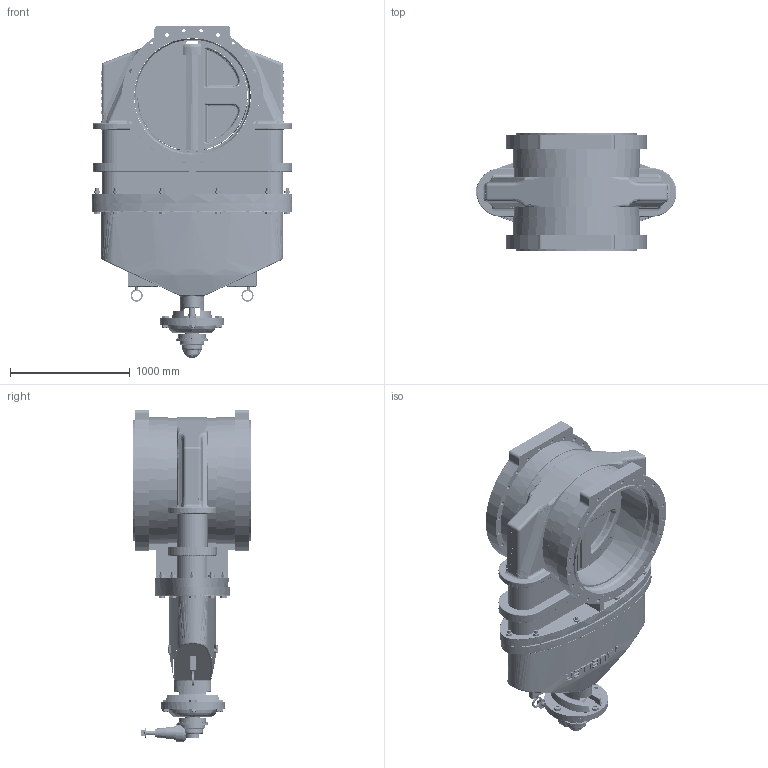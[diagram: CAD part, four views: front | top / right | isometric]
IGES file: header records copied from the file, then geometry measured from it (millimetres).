
Start section: SolidWorks IGES file using analytic representation for surfaces
Global section: file name: A-2361-23_36_N.IGS; native system: SolidWorks 2013; preprocessor: SolidWorks 2013; author: CAD M1; date: 140220.184727; units: millimetre
Bounding box: 1677.89 x 990.6 x 2774.59 mm (x, y, z)
Surface area: 23304966.5 mm2 (no closed solid volume)
Topology: 0 solids, 0 shells, 2010 faces, 41293 edges, 41253 vertices
Faces by surface type: bspline 1175, revolution 835
